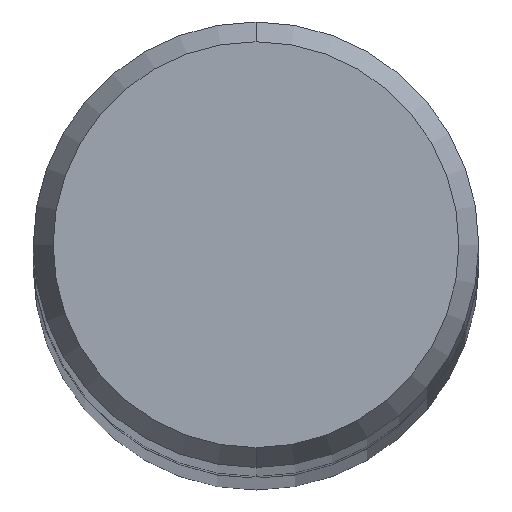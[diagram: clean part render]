
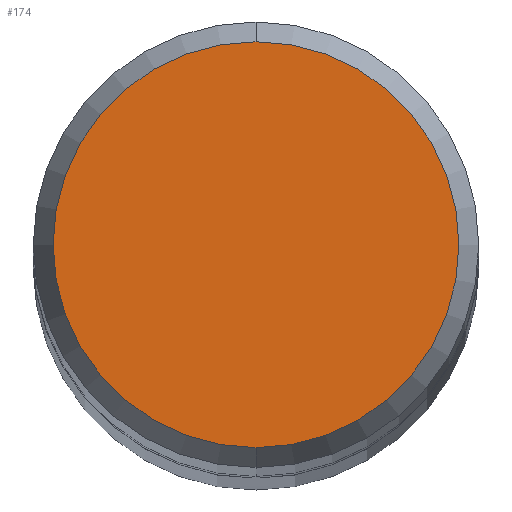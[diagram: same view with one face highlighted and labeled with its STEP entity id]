
A CAD part, top view. The second image highlights one B-rep face of the part: STEP entity #174.
In plain terms, the highlighted planar face has unit normal (0, 0, 1).
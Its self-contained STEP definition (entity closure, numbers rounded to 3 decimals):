
#112=EDGE_CURVE('',#162,#208,#260,.T.);
#162=VERTEX_POINT('',#320);
#174=ADVANCED_FACE('',(#333),#334,.T.);
#208=VERTEX_POINT('',#369);
#212=EDGE_CURVE('',#208,#162,#373,.T.);
#260=CIRCLE('',#416,2.349);
#320=CARTESIAN_POINT('',(0.,-2.349,0.0));
#333=FACE_OUTER_BOUND('',#504,.T.);
#334=PLANE('',#505);
#369=CARTESIAN_POINT('',(0.0,2.349,0.0));
#373=CIRCLE('',#561,2.349);
#416=AXIS2_PLACEMENT_3D('',#605,#606,#607);
#504=EDGE_LOOP('',(#714,#715));
#505=AXIS2_PLACEMENT_3D('',#716,#717,#718);
#561=AXIS2_PLACEMENT_3D('',#745,#746,#747);
#605=CARTESIAN_POINT('',(0.0,0.0,0.0));
#606=DIRECTION('',(0.0,0.0,-1.0));
#607=DIRECTION('',(0.0,1.0,0.0));
#714=ORIENTED_EDGE('',*,*,#212,.F.);
#715=ORIENTED_EDGE('',*,*,#112,.F.);
#716=CARTESIAN_POINT('',(0.0,1.174,0.0));
#717=DIRECTION('',(-0.0,0.0,1.0));
#718=DIRECTION('',(0.0,-1.0,0.0));
#745=CARTESIAN_POINT('',(0.0,0.0,0.0));
#746=DIRECTION('',(0.0,0.0,-1.0));
#747=DIRECTION('',(0.0,1.0,0.0));
